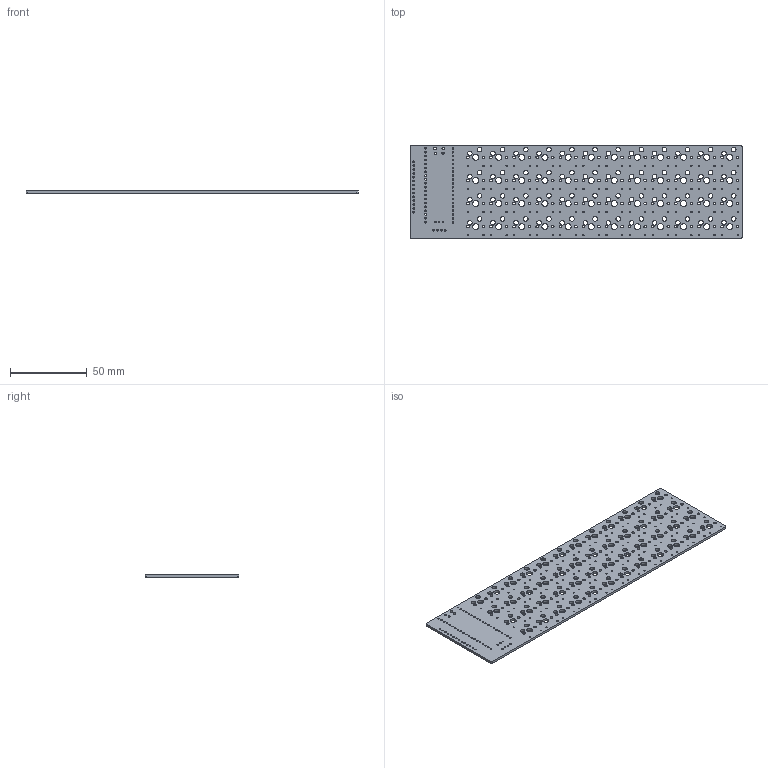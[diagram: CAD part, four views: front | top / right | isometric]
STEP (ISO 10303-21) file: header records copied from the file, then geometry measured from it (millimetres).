
FILE_DESCRIPTION(('KiCad electronic assembly'),'2;1');
FILE_NAME('PiPan-Keyboard.step','2023-04-15T21:29:06',('Pcbnew'),( 'Kicad'),'Open CASCADE STEP processor 7.6','KiCad to STEP converter' ,'Unknown');
FILE_SCHEMA(('AUTOMOTIVE_DESIGN { 1 0 10303 214 1 1 1 1 }'));
Length unit declared in the file: millimetre
Products named in the file (2): PiPan-Keyboard 1; PiPan-Keyboard PCB
Assembly tree (1 placements, depth 2):
  PiPan-Keyboard 1
    PiPan-Keyboard PCB
Bounding box: 216.69 x 61.12 x 1.6 mm (x, y, z)
Volume: 18625.4 mm3; surface area: 28129.8 mm2
Topology: 1 solids, 1 shells, 411 faces, 1227 edges, 818 vertices
Faces by surface type: cylinder 405, plane 6
Full cylindrical faces by diameter (mm): 0.8 x96, 1 x18, 1.02 x43, 1.5 x2, 1.702 x96, 1.8 x2, 3 x96, 3.988 x48
Entity records: 31933 total; most frequent: DIRECTION 5317, CARTESIAN_POINT 4912, ORIENTED_EDGE 2454, PCURVE 2454, DEFINITIONAL_REPRESENTATION 2454, LINE 2061, VECTOR 2061, CIRCLE 1620
